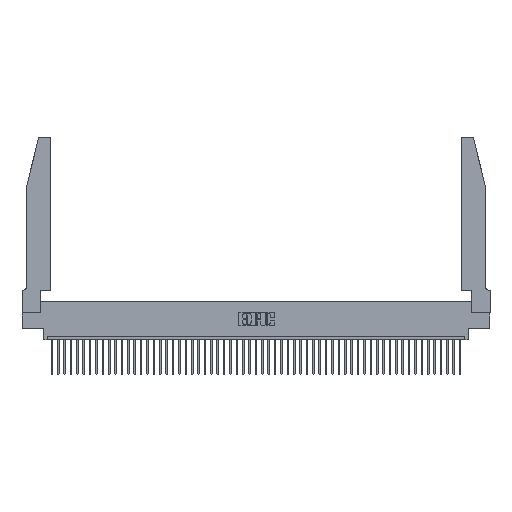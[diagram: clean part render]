
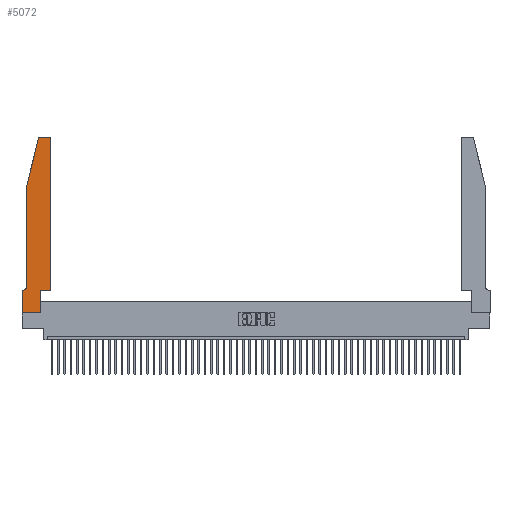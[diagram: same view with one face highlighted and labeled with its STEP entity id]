
A CAD part, top view. The second image highlights one B-rep face of the part: STEP entity #5072.
In plain terms, the highlighted planar face has unit normal (0, 0, 1).
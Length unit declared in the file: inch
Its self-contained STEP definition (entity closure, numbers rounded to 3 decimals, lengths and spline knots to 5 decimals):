
#150 = ORIENTED_EDGE ( 'NONE', *, *, #15448, .T. ) ;
#1316 = LINE ( 'NONE', #38054, #31348 ) ;
#1763 = DIRECTION ( 'NONE',  ( 0., 1., 0. ) ) ;
#1912 = VERTEX_POINT ( 'NONE', #5602 ) ;
#2382 = CARTESIAN_POINT ( 'NONE',  ( 0.2865, 0.35, 0.37 ) ) ;
#2431 = DIRECTION ( 'NONE',  ( -0.239, -0.971, 0. ) ) ;
#2508 = VERTEX_POINT ( 'NONE', #11081 ) ;
#2769 = EDGE_CURVE ( 'NONE', #10773, #14987, #31652, .T. ) ;
#3957 = CARTESIAN_POINT ( 'NONE',  ( 0.2605, 2.75, 0.37 ) ) ;
#4017 = DIRECTION ( 'NONE',  ( 1., 0., 0. ) ) ;
#4182 = DIRECTION ( 'NONE',  ( 0., 0., 1. ) ) ;
#4684 = DIRECTION ( 'NONE',  ( 0., 1., 0. ) ) ;
#4927 = CARTESIAN_POINT ( 'NONE',  ( 0.4505, 0.35, 0.37 ) ) ;
#4948 = DIRECTION ( 'NONE',  ( -1., 0., 0. ) ) ;
#5072 = ADVANCED_FACE ( 'NONE', ( #38166 ), #14659, .T. ) ;
#5602 = CARTESIAN_POINT ( 'NONE',  ( 0.0755, 2., 0.37 ) ) ;
#5601 = VECTOR ( 'NONE', #1763, 39.37008 ) ;
#5881 = DIRECTION ( 'NONE',  ( 0., -1., 0. ) ) ;
#6358 = DIRECTION ( 'NONE',  ( 0., -1., 0. ) ) ;
#6560 = CARTESIAN_POINT ( 'NONE',  ( 0.0055, 0.35, 0.37 ) ) ;
#6561 = VECTOR ( 'NONE', #6358, 39.37008 ) ;
#7166 = CARTESIAN_POINT ( 'NONE',  ( 0.0755, 0.35, 0.37 ) ) ;
#7416 = ORIENTED_EDGE ( 'NONE', *, *, #9534, .T. ) ;
#8358 = VECTOR ( 'NONE', #45912, 39.37008 ) ;
#8361 = VERTEX_POINT ( 'NONE', #28580 ) ;
#8792 = ORIENTED_EDGE ( 'NONE', *, *, #11807, .T. ) ;
#9534 = EDGE_CURVE ( 'NONE', #2508, #48632, #41315, .T. ) ;
#10685 = ORIENTED_EDGE ( 'NONE', *, *, #2769, .T. ) ;
#10773 = VERTEX_POINT ( 'NONE', #42746 ) ;
#11081 = CARTESIAN_POINT ( 'NONE',  ( 0.0755, 0.42, 0.37 ) ) ;
#11494 = LINE ( 'NONE', #15228, #37827 ) ;
#11807 = EDGE_CURVE ( 'NONE', #36586, #11903, #48998, .T. ) ;
#11889 = CARTESIAN_POINT ( 'NONE',  ( 0.284, 2.72, 0.37 ) ) ;
#11903 = VERTEX_POINT ( 'NONE', #46145 ) ;
#12060 = CARTESIAN_POINT ( 'NONE',  ( 0.4505, 0.35, 0.37 ) ) ;
#13376 = CARTESIAN_POINT ( 'NONE',  ( 0., 0.35, 0.37 ) ) ;
#14187 = EDGE_CURVE ( 'NONE', #1912, #2508, #31672, .T. ) ;
#14659 = PLANE ( 'NONE',  #47591 ) ;
#14987 = VERTEX_POINT ( 'NONE', #29979 ) ;
#15228 = CARTESIAN_POINT ( 'NONE',  ( 0.4505, 0.35, 0.37 ) ) ;
#15448 = EDGE_CURVE ( 'NONE', #8361, #38976, #29716, .T. ) ;
#16274 = ORIENTED_EDGE ( 'NONE', *, *, #28228, .T. ) ;
#19649 = LINE ( 'NONE', #29169, #5601 ) ;
#20013 = VECTOR ( 'NONE', #34614, 39.37008 ) ;
#20166 = EDGE_CURVE ( 'NONE', #37820, #47612, #11494, .T. ) ;
#20498 = DIRECTION ( 'NONE',  ( 0., 0., -1. ) ) ;
#22314 = ORIENTED_EDGE ( 'NONE', *, *, #37451, .T. ) ;
#22571 = CARTESIAN_POINT ( 'NONE',  ( 0., 0.35, 0.37 ) ) ;
#22593 = EDGE_CURVE ( 'NONE', #29931, #10773, #24921, .T. ) ;
#22904 = DIRECTION ( 'NONE',  ( 1., 0., 0. ) ) ;
#23888 = EDGE_CURVE ( 'NONE', #47612, #8361, #36488, .T. ) ;
#24836 = ORIENTED_EDGE ( 'NONE', *, *, #23888, .T. ) ;
#24921 = LINE ( 'NONE', #41650, #6561 ) ;
#26511 = DIRECTION ( 'NONE',  ( 0., 0., 1. ) ) ;
#27777 = LINE ( 'NONE', #3957, #46768 ) ;
#28228 = EDGE_CURVE ( 'NONE', #11903, #1912, #1316, .T. ) ;
#28580 = CARTESIAN_POINT ( 'NONE',  ( 0.4505, 2.72, 0.37 ) ) ;
#29169 = CARTESIAN_POINT ( 'NONE',  ( 0.2865, 0.35, 0.37 ) ) ;
#29230 = CARTESIAN_POINT ( 'NONE',  ( 0.4205, 2.75, 0.37 ) ) ;
#29716 = CIRCLE ( 'NONE', #46928, 0.03 ) ;
#29931 = VERTEX_POINT ( 'NONE', #13376 ) ;
#29979 = CARTESIAN_POINT ( 'NONE',  ( 0.2865, 0., 0.37 ) ) ;
#30433 = VECTOR ( 'NONE', #5881, 39.37008 ) ;
#30495 = LINE ( 'NONE', #7166, #20013 ) ;
#31348 = VECTOR ( 'NONE', #2431, 39.37008 ) ;
#31652 = LINE ( 'NONE', #34168, #8358 ) ;
#31672 = LINE ( 'NONE', #33488, #30433 ) ;
#31866 = ORIENTED_EDGE ( 'NONE', *, *, #20166, .T. ) ;
#33488 = CARTESIAN_POINT ( 'NONE',  ( 0.0755, 2., 0.37 ) ) ;
#34168 = CARTESIAN_POINT ( 'NONE',  ( 0., 0., 0.37 ) ) ;
#34614 = DIRECTION ( 'NONE',  ( -1., 0., 0. ) ) ;
#35775 = ORIENTED_EDGE ( 'NONE', *, *, #14187, .T. ) ;
#36488 = LINE ( 'NONE', #12060, #45612 ) ;
#36586 = VERTEX_POINT ( 'NONE', #40533 ) ;
#37451 = EDGE_CURVE ( 'NONE', #38976, #36586, #27777, .T. ) ;
#37820 = VERTEX_POINT ( 'NONE', #2382 ) ;
#37827 = VECTOR ( 'NONE', #46919, 39.37008 ) ;
#37964 = DIRECTION ( 'NONE',  ( 0., 0., 1. ) ) ;
#38054 = CARTESIAN_POINT ( 'NONE',  ( 0.0755, 2., 0.37 ) ) ;
#38166 = FACE_OUTER_BOUND ( 'NONE', #50496, .T. ) ;
#38306 = ORIENTED_EDGE ( 'NONE', *, *, #42166, .T. ) ;
#38888 = ORIENTED_EDGE ( 'NONE', *, *, #22593, .T. ) ;
#38976 = VERTEX_POINT ( 'NONE', #29230 ) ;
#39499 = EDGE_CURVE ( 'NONE', #14987, #37820, #19649, .T. ) ;
#40533 = CARTESIAN_POINT ( 'NONE',  ( 0.284, 2.75, 0.37 ) ) ;
#41315 = CIRCLE ( 'NONE', #43192, 0.07 ) ;
#41650 = CARTESIAN_POINT ( 'NONE',  ( 0., 0., 0.37 ) ) ;
#42040 = ORIENTED_EDGE ( 'NONE', *, *, #39499, .T. ) ;
#42166 = EDGE_CURVE ( 'NONE', #48632, #29931, #30495, .T. ) ;
#42746 = CARTESIAN_POINT ( 'NONE',  ( 0., 0., 0.37 ) ) ;
#43192 = AXIS2_PLACEMENT_3D ( 'NONE', #44005, #20498, #4948 ) ;
#44005 = CARTESIAN_POINT ( 'NONE',  ( 0.0055, 0.42, 0.37 ) ) ;
#45612 = VECTOR ( 'NONE', #4684, 39.37008 ) ;
#45657 = DIRECTION ( 'NONE',  ( 1., 0., 0. ) ) ;
#45912 = DIRECTION ( 'NONE',  ( 1., 0., 0. ) ) ;
#46145 = CARTESIAN_POINT ( 'NONE',  ( 0.25487, 2.72718, 0.37 ) ) ;
#46768 = VECTOR ( 'NONE', #50359, 39.37008 ) ;
#46919 = DIRECTION ( 'NONE',  ( 1., 0., 0. ) ) ;
#46928 = AXIS2_PLACEMENT_3D ( 'NONE', #49574, #37964, #45657 ) ;
#47591 = AXIS2_PLACEMENT_3D ( 'NONE', #22571, #26511, #22904 ) ;
#47612 = VERTEX_POINT ( 'NONE', #4927 ) ;
#47825 = AXIS2_PLACEMENT_3D ( 'NONE', #11889, #4182, #4017 ) ;
#48632 = VERTEX_POINT ( 'NONE', #6560 ) ;
#48998 = CIRCLE ( 'NONE', #47825, 0.03 ) ;
#49574 = CARTESIAN_POINT ( 'NONE',  ( 0.4205, 2.72, 0.37 ) ) ;
#50359 = DIRECTION ( 'NONE',  ( -1., 0., 0. ) ) ;
#50496 = EDGE_LOOP ( 'NONE', ( #22314, #8792, #16274, #35775, #7416, #38306, #38888, #10685, #42040, #31866, #24836, #150 ) ) ;
